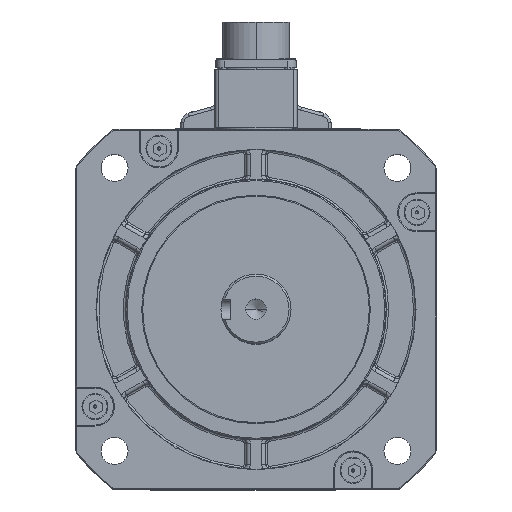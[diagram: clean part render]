
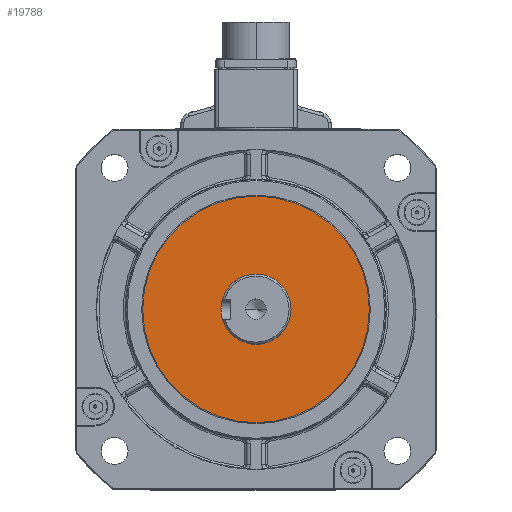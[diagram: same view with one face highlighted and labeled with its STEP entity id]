
A CAD part, top view. The second image highlights one B-rep face of the part: STEP entity #19788.
In plain terms, the highlighted planar face has unit normal (0, 0, 1).
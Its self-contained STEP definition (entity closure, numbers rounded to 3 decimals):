
#1428 = EDGE_CURVE ( 'NONE', #69142, #55550, #65554, .T. ) ;
#2051 = PLANE ( 'NONE',  #84117 ) ;
#3196 = CARTESIAN_POINT ( 'NONE',  ( 52.5, 0., 80.7 ) ) ;
#7358 = CARTESIAN_POINT ( 'NONE',  ( 0., 0., 80.7 ) ) ;
#13406 = AXIS2_PLACEMENT_3D ( 'NONE', #59499, #18423, #72452 ) ;
#15332 = DIRECTION ( 'NONE',  ( 0., 0., 1. ) ) ;
#18423 = DIRECTION ( 'NONE',  ( 0., 0., 1. ) ) ;
#18945 = ORIENTED_EDGE ( 'NONE', *, *, #46759, .T. ) ;
#19788 = ADVANCED_FACE ( 'NONE', ( #54774, #59021 ), #2051, .T. ) ;
#22026 = ORIENTED_EDGE ( 'NONE', *, *, #52769, .T. ) ;
#23923 = CARTESIAN_POINT ( 'NONE',  ( -56.65, 0., 80.7 ) ) ;
#27944 = DIRECTION ( 'NONE',  ( 0., 1., 0. ) ) ;
#33090 = CIRCLE ( 'NONE', #53142, 17.3 ) ;
#35637 = CARTESIAN_POINT ( 'NONE',  ( 0., 17.3, 80.7 ) ) ;
#36425 = CARTESIAN_POINT ( 'NONE',  ( 0., 0., 80.7 ) ) ;
#40119 = CIRCLE ( 'NONE', #68182, 56.65 ) ;
#45646 = AXIS2_PLACEMENT_3D ( 'NONE', #7358, #68483, #27944 ) ;
#46759 = EDGE_CURVE ( 'NONE', #55652, #56733, #68782, .T. ) ;
#47911 = EDGE_LOOP ( 'NONE', ( #22026, #18945 ) ) ;
#50943 = DIRECTION ( 'NONE',  ( 0., 1., 0. ) ) ;
#52769 = EDGE_CURVE ( 'NONE', #56733, #55652, #40119, .T. ) ;
#53142 = AXIS2_PLACEMENT_3D ( 'NONE', #36425, #64841, #50943 ) ;
#54557 = CARTESIAN_POINT ( 'NONE',  ( 0., 0., 80.7 ) ) ;
#54774 = FACE_BOUND ( 'NONE', #67780, .T. ) ;
#54828 = ORIENTED_EDGE ( 'NONE', *, *, #73621, .F. ) ;
#54855 = DIRECTION ( 'NONE',  ( 1., 0., 0. ) ) ;
#55550 = VERTEX_POINT ( 'NONE', #60277 ) ;
#55652 = VERTEX_POINT ( 'NONE', #82372 ) ;
#56733 = VERTEX_POINT ( 'NONE', #23923 ) ;
#59021 = FACE_OUTER_BOUND ( 'NONE', #47911, .T. ) ;
#59499 = CARTESIAN_POINT ( 'NONE',  ( 0., 0., 80.7 ) ) ;
#60277 = CARTESIAN_POINT ( 'NONE',  ( 0., -17.3, 80.7 ) ) ;
#64841 = DIRECTION ( 'NONE',  ( 0., 0., 1. ) ) ;
#65554 = CIRCLE ( 'NONE', #45646, 17.3 ) ;
#67780 = EDGE_LOOP ( 'NONE', ( #54828, #71448 ) ) ;
#68156 = DIRECTION ( 'NONE',  ( 0., 0., 1. ) ) ;
#68182 = AXIS2_PLACEMENT_3D ( 'NONE', #54557, #68156, #54855 ) ;
#68483 = DIRECTION ( 'NONE',  ( 0., 0., 1. ) ) ;
#68782 = CIRCLE ( 'NONE', #13406, 56.65 ) ;
#69142 = VERTEX_POINT ( 'NONE', #35637 ) ;
#71448 = ORIENTED_EDGE ( 'NONE', *, *, #1428, .F. ) ;
#72452 = DIRECTION ( 'NONE',  ( 1., 0., 0. ) ) ;
#73621 = EDGE_CURVE ( 'NONE', #55550, #69142, #33090, .T. ) ;
#77006 = DIRECTION ( 'NONE',  ( 1., 0., 0. ) ) ;
#82372 = CARTESIAN_POINT ( 'NONE',  ( 56.65, 0., 80.7 ) ) ;
#84117 = AXIS2_PLACEMENT_3D ( 'NONE', #3196, #15332, #77006 ) ;
